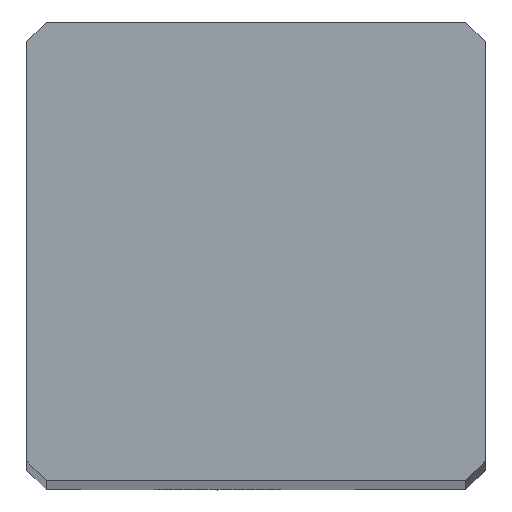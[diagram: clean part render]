
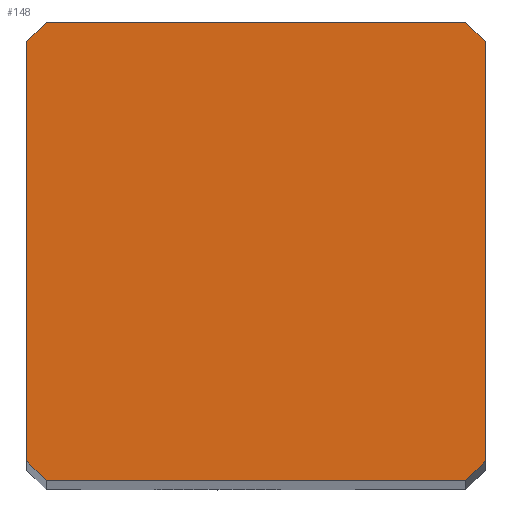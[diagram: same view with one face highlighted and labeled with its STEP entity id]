
A CAD part, top view. The second image highlights one B-rep face of the part: STEP entity #148.
In plain terms, the highlighted planar face has unit normal (0, 0, 1).
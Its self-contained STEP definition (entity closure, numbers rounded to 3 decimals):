
#97=FACE_OUTER_BOUND('',#274,.T.);
#148=ADVANCED_FACE('',(#97),#201,.T.);
#201=PLANE('',#1098);
#274=EDGE_LOOP('',(#338,#339,#340,#341,#342,#343,#344,#345));
#338=ORIENTED_EDGE('',*,*,#727,.F.);
#339=ORIENTED_EDGE('',*,*,#728,.T.);
#340=ORIENTED_EDGE('',*,*,#717,.T.);
#341=ORIENTED_EDGE('',*,*,#726,.T.);
#342=ORIENTED_EDGE('',*,*,#729,.F.);
#343=ORIENTED_EDGE('',*,*,#730,.T.);
#344=ORIENTED_EDGE('',*,*,#731,.F.);
#345=ORIENTED_EDGE('',*,*,#732,.T.);
#619=VERTEX_POINT('',#1504);
#620=VERTEX_POINT('',#1505);
#627=VERTEX_POINT('',#1521);
#628=VERTEX_POINT('',#1525);
#629=VERTEX_POINT('',#1526);
#630=VERTEX_POINT('',#1529);
#631=VERTEX_POINT('',#1531);
#632=VERTEX_POINT('',#1533);
#717=EDGE_CURVE('',#619,#620,#863,.T.);
#726=EDGE_CURVE('',#620,#627,#870,.T.);
#727=EDGE_CURVE('',#628,#629,#871,.T.);
#728=EDGE_CURVE('',#628,#619,#872,.T.);
#729=EDGE_CURVE('',#630,#627,#873,.T.);
#730=EDGE_CURVE('',#630,#631,#874,.T.);
#731=EDGE_CURVE('',#632,#631,#875,.T.);
#732=EDGE_CURVE('',#632,#629,#876,.T.);
#863=LINE('',#1503,#942);
#870=LINE('',#1522,#949);
#871=LINE('',#1524,#950);
#872=LINE('',#1527,#951);
#873=LINE('',#1528,#952);
#874=LINE('',#1530,#953);
#875=LINE('',#1532,#954);
#876=LINE('',#1534,#955);
#942=VECTOR('',#1214,1.);
#949=VECTOR('',#1227,1.);
#950=VECTOR('',#1230,1.);
#951=VECTOR('',#1231,1.);
#952=VECTOR('',#1232,1.);
#953=VECTOR('',#1233,1.);
#954=VECTOR('',#1234,1.);
#955=VECTOR('',#1235,1.);
#1098=AXIS2_PLACEMENT_3D('',#1535,#1236,#1237);
#1214=DIRECTION('',(1.,0.,0.));
#1227=DIRECTION('',(0.707,0.707,0.));
#1230=DIRECTION('',(0.,1.,0.));
#1231=DIRECTION('',(0.707,-0.707,0.));
#1232=DIRECTION('',(0.,-1.,0.));
#1233=DIRECTION('',(-0.707,0.707,0.));
#1234=DIRECTION('',(1.,0.,0.));
#1235=DIRECTION('',(-0.707,-0.707,0.));
#1236=DIRECTION('',(0.,0.,1.));
#1237=DIRECTION('',(1.,0.,0.));
#1503=CARTESIAN_POINT('',(-11.5,0.,0.));
#1504=CARTESIAN_POINT('',(-11.5,0.,0.));
#1505=CARTESIAN_POINT('',(-0.5,0.,0.));
#1521=CARTESIAN_POINT('',(0.,0.5,0.));
#1522=CARTESIAN_POINT('',(-0.5,0.,0.));
#1524=CARTESIAN_POINT('',(-12.,0.5,0.));
#1525=CARTESIAN_POINT('',(-12.,0.5,0.));
#1526=CARTESIAN_POINT('',(-12.,11.5,0.));
#1527=CARTESIAN_POINT('',(-12.,0.5,0.));
#1528=CARTESIAN_POINT('',(0.,11.5,0.));
#1529=CARTESIAN_POINT('',(0.,11.5,0.));
#1530=CARTESIAN_POINT('',(0.,11.5,0.));
#1531=CARTESIAN_POINT('',(-0.5,12.,0.));
#1532=CARTESIAN_POINT('',(-11.5,12.,0.));
#1533=CARTESIAN_POINT('',(-11.5,12.,0.));
#1534=CARTESIAN_POINT('',(-11.5,12.,0.));
#1535=CARTESIAN_POINT('',(-6.,6.,0.));
